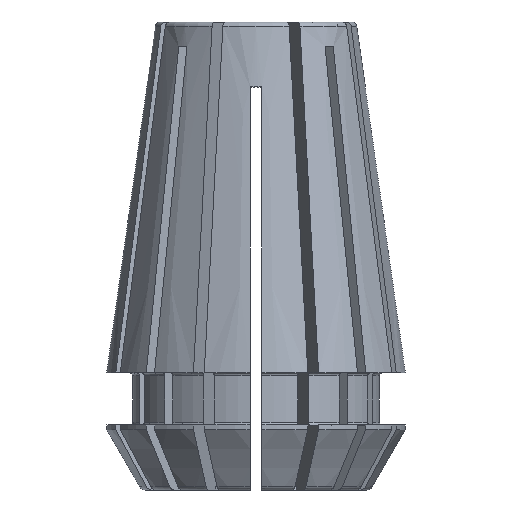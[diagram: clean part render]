
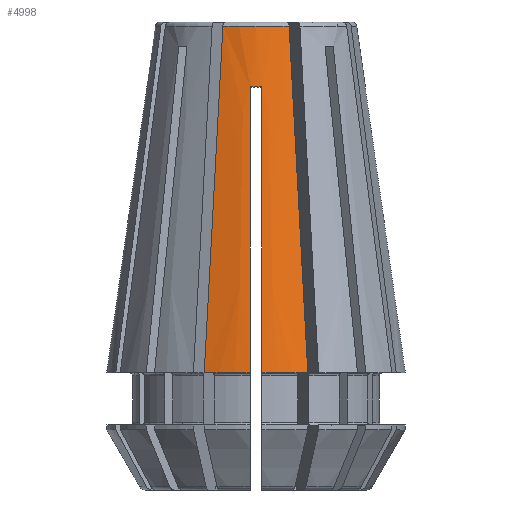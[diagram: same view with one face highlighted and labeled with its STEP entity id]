
A CAD part, left-side view. The second image highlights one B-rep face of the part: STEP entity #4998.
In plain terms, the highlighted conical face has half-angle 8 degrees and reference radius 5.718 mm.
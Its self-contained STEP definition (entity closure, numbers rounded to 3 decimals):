
#28=CONICAL_SURFACE('',#5427,5.718,0.14);
#170=B_SPLINE_CURVE_WITH_KNOTS('',3,(#7870,#7871,#7872,#7873,#7874,#7875,
#7876),.UNSPECIFIED.,.F.,.F.,(4,3,4),(0.,0.007,
0.013),.UNSPECIFIED.);
#180=B_SPLINE_CURVE_WITH_KNOTS('',3,(#7987,#7988,#7989,#7990,#7991,#7992,
#7993,#7994,#7995,#7996),.UNSPECIFIED.,.F.,.F.,(4,3,3,4),(0.006,
0.008,0.015,0.017),
 .UNSPECIFIED.);
#244=B_SPLINE_CURVE_WITH_KNOTS('',3,(#8734,#8735,#8736,#8737,#8738,#8739,
#8740,#8741,#8742,#8743),.UNSPECIFIED.,.F.,.F.,(4,3,3,4),(0.006,
0.008,0.015,0.017),
 .UNSPECIFIED.);
#245=B_SPLINE_CURVE_WITH_KNOTS('',3,(#8746,#8747,#8748,#8749,#8750,#8751,
#8752),.UNSPECIFIED.,.F.,.F.,(4,3,4),(0.,0.007,
0.013),.UNSPECIFIED.);
#421=CIRCLE('',#5243,5.75);
#466=CIRCLE('',#5323,4.204);
#519=CIRCLE('',#5426,3.877);
#520=CIRCLE('',#5428,5.75);
#1359=ORIENTED_EDGE('',*,*,#2779,.F.);
#1360=ORIENTED_EDGE('',*,*,#2481,.T.);
#1361=ORIENTED_EDGE('',*,*,#2376,.T.);
#1362=ORIENTED_EDGE('',*,*,#2781,.F.);
#1363=ORIENTED_EDGE('',*,*,#2518,.F.);
#1364=ORIENTED_EDGE('',*,*,#2515,.T.);
#1365=ORIENTED_EDGE('',*,*,#2782,.T.);
#1366=ORIENTED_EDGE('',*,*,#2783,.F.);
#2376=EDGE_CURVE('',#3155,#3156,#421,.T.);
#2481=EDGE_CURVE('',#3235,#3155,#170,.T.);
#2515=EDGE_CURVE('',#3248,#3264,#180,.T.);
#2518=EDGE_CURVE('',#3248,#3265,#466,.T.);
#2779=EDGE_CURVE('',#3235,#3470,#519,.T.);
#2781=EDGE_CURVE('',#3265,#3156,#244,.T.);
#2782=EDGE_CURVE('',#3264,#3471,#520,.T.);
#2783=EDGE_CURVE('',#3470,#3471,#245,.T.);
#3155=VERTEX_POINT('',#7550);
#3156=VERTEX_POINT('',#7551);
#3235=VERTEX_POINT('',#7877);
#3248=VERTEX_POINT('',#7921);
#3264=VERTEX_POINT('',#7986);
#3265=VERTEX_POINT('',#8005);
#3470=VERTEX_POINT('',#8728);
#3471=VERTEX_POINT('',#8745);
#4354=EDGE_LOOP('',(#1359,#1360,#1361,#1362,#1363,#1364,#1365,#1366));
#4622=FACE_BOUND('',#4354,.T.);
#4998=ADVANCED_FACE('',(#4622),#28,.T.);
#5243=AXIS2_PLACEMENT_3D('',#7549,#5910,#5911);
#5323=AXIS2_PLACEMENT_3D('',#8004,#6125,#6126);
#5426=AXIS2_PLACEMENT_3D('',#8727,#6478,#6479);
#5427=AXIS2_PLACEMENT_3D('',#8733,#6480,#6481);
#5428=AXIS2_PLACEMENT_3D('',#8744,#6482,#6483);
#5910=DIRECTION('',(0.,0.,1.));
#5911=DIRECTION('',(1.,0.,0.));
#6125=DIRECTION('',(0.,0.,-1.));
#6126=DIRECTION('',(-1.,0.,0.));
#6478=DIRECTION('',(0.,0.,1.));
#6479=DIRECTION('',(1.,0.,0.));
#6480=DIRECTION('',(0.,0.,-1.));
#6481=DIRECTION('',(-1.,0.,0.));
#6482=DIRECTION('',(0.,0.,1.));
#6483=DIRECTION('',(1.,0.,0.));
#7549=CARTESIAN_POINT('',(0.,0.,0.));
#7550=CARTESIAN_POINT('',(-5.394,1.991,0.));
#7551=CARTESIAN_POINT('',(-5.746,0.225,0.));
#7870=CARTESIAN_POINT('',(-3.662,1.273,13.328));
#7871=CARTESIAN_POINT('',(-3.954,1.394,11.081));
#7872=CARTESIAN_POINT('',(-4.246,1.515,8.835));
#7873=CARTESIAN_POINT('',(-4.538,1.636,6.588));
#7874=CARTESIAN_POINT('',(-4.824,1.754,4.392));
#7875=CARTESIAN_POINT('',(-5.109,1.873,2.196));
#7876=CARTESIAN_POINT('',(-5.394,1.991,0.));
#7877=CARTESIAN_POINT('',(-3.662,1.273,13.328));
#7921=CARTESIAN_POINT('',(-4.198,-0.225,11.));
#7986=CARTESIAN_POINT('',(-5.746,-0.225,0.));
#7987=CARTESIAN_POINT('',(-4.198,-0.225,11.));
#7988=CARTESIAN_POINT('',(-4.262,-0.225,10.545));
#7989=CARTESIAN_POINT('',(-4.326,-0.225,10.091));
#7990=CARTESIAN_POINT('',(-4.39,-0.225,9.636));
#7991=CARTESIAN_POINT('',(-4.748,-0.225,7.089));
#7992=CARTESIAN_POINT('',(-5.107,-0.225,4.541));
#7993=CARTESIAN_POINT('',(-5.465,-0.225,1.994));
#7994=CARTESIAN_POINT('',(-5.559,-0.225,1.329));
#7995=CARTESIAN_POINT('',(-5.652,-0.225,0.665));
#7996=CARTESIAN_POINT('',(-5.746,-0.225,0.));
#8004=CARTESIAN_POINT('',(0.,0.,11.));
#8005=CARTESIAN_POINT('',(-4.198,0.225,11.));
#8727=CARTESIAN_POINT('',(0.,0.,13.328));
#8728=CARTESIAN_POINT('',(-3.662,-1.273,13.328));
#8733=CARTESIAN_POINT('',(0.,0.,0.228));
#8734=CARTESIAN_POINT('',(-4.198,0.225,11.));
#8735=CARTESIAN_POINT('',(-4.262,0.225,10.545));
#8736=CARTESIAN_POINT('',(-4.326,0.225,10.091));
#8737=CARTESIAN_POINT('',(-4.39,0.225,9.636));
#8738=CARTESIAN_POINT('',(-4.748,0.225,7.089));
#8739=CARTESIAN_POINT('',(-5.107,0.225,4.541));
#8740=CARTESIAN_POINT('',(-5.465,0.225,1.994));
#8741=CARTESIAN_POINT('',(-5.559,0.225,1.329));
#8742=CARTESIAN_POINT('',(-5.652,0.225,0.665));
#8743=CARTESIAN_POINT('',(-5.746,0.225,0.));
#8744=CARTESIAN_POINT('',(0.,0.,0.));
#8745=CARTESIAN_POINT('',(-5.394,-1.991,0.));
#8746=CARTESIAN_POINT('',(-3.662,-1.273,13.328));
#8747=CARTESIAN_POINT('',(-3.954,-1.394,11.081));
#8748=CARTESIAN_POINT('',(-4.246,-1.515,8.835));
#8749=CARTESIAN_POINT('',(-4.538,-1.636,6.588));
#8750=CARTESIAN_POINT('',(-4.824,-1.754,4.392));
#8751=CARTESIAN_POINT('',(-5.109,-1.873,2.196));
#8752=CARTESIAN_POINT('',(-5.394,-1.991,0.));
